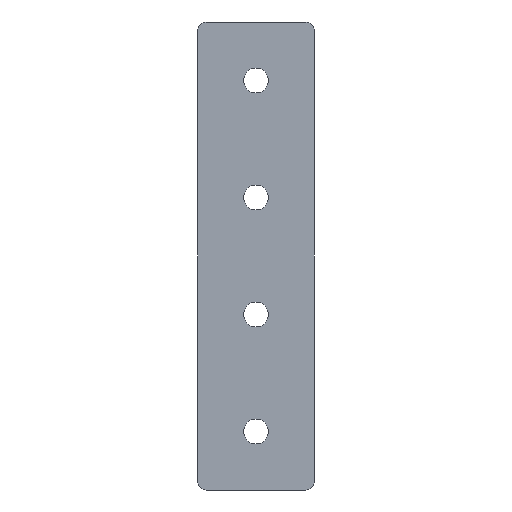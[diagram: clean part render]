
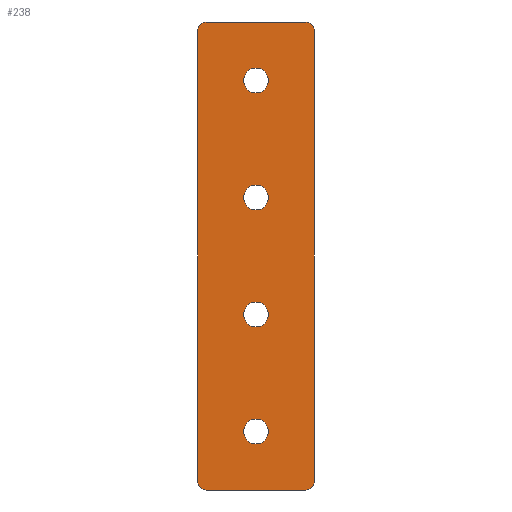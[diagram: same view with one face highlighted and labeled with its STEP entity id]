
A CAD part, front view. The second image highlights one B-rep face of the part: STEP entity #238.
In plain terms, the highlighted planar face has unit normal (0, -1, 0).
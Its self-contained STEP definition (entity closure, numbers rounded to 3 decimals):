
#6 = CARTESIAN_POINT ( 'NONE',  ( 17., 0., -80. ) ) ;
#8 = DIRECTION ( 'NONE',  ( 0., 0., 1. ) ) ;
#9 = AXIS2_PLACEMENT_3D ( 'NONE', #135, #421, #8 ) ;
#14 = DIRECTION ( 'NONE',  ( 0., 0., 1. ) ) ;
#19 = CARTESIAN_POINT ( 'NONE',  ( 17., 0., 77. ) ) ;
#23 = ORIENTED_EDGE ( 'NONE', *, *, #28, .T. ) ;
#25 = DIRECTION ( 'NONE',  ( 0., 1., 0. ) ) ;
#27 = DIRECTION ( 'NONE',  ( 0., -1., 0. ) ) ;
#28 = EDGE_CURVE ( 'NONE', #228, #96, #137, .T. ) ;
#35 = ORIENTED_EDGE ( 'NONE', *, *, #696, .T. ) ;
#40 = DIRECTION ( 'NONE',  ( 0., 0., 1. ) ) ;
#41 = VECTOR ( 'NONE', #809, 1000. ) ;
#42 = EDGE_CURVE ( 'NONE', #212, #462, #384, .T. ) ;
#44 = CARTESIAN_POINT ( 'NONE',  ( -20., 0., -80. ) ) ;
#57 = EDGE_CURVE ( 'NONE', #599, #265, #608, .T. ) ;
#76 = CIRCLE ( 'NONE', #549, 4.25 ) ;
#82 = DIRECTION ( 'NONE',  ( 0., 0., 1. ) ) ;
#87 = DIRECTION ( 'NONE',  ( 0., 0., 1. ) ) ;
#96 = VERTEX_POINT ( 'NONE', #312 ) ;
#104 = AXIS2_PLACEMENT_3D ( 'NONE', #234, #881, #87 ) ;
#107 = CARTESIAN_POINT ( 'NONE',  ( 0., 0., -24.25 ) ) ;
#121 = DIRECTION ( 'NONE',  ( 0., 1., 0. ) ) ;
#128 = DIRECTION ( 'NONE',  ( 0., 1., 0. ) ) ;
#135 = CARTESIAN_POINT ( 'NONE',  ( 0., 0., -20. ) ) ;
#137 = CIRCLE ( 'NONE', #788, 4.25 ) ;
#140 = ORIENTED_EDGE ( 'NONE', *, *, #430, .F. ) ;
#142 = AXIS2_PLACEMENT_3D ( 'NONE', #592, #27, #656 ) ;
#145 = VERTEX_POINT ( 'NONE', #232 ) ;
#151 = DIRECTION ( 'NONE',  ( 0., 0., 1. ) ) ;
#153 = EDGE_CURVE ( 'NONE', #551, #307, #610, .T. ) ;
#156 = AXIS2_PLACEMENT_3D ( 'NONE', #769, #121, #687 ) ;
#171 = LINE ( 'NONE', #310, #567 ) ;
#179 = VERTEX_POINT ( 'NONE', #448 ) ;
#180 = DIRECTION ( 'NONE',  ( 0., -1., 0. ) ) ;
#189 = DIRECTION ( 'NONE',  ( 0., -1., 0. ) ) ;
#202 = EDGE_CURVE ( 'NONE', #830, #145, #838, .T. ) ;
#212 = VERTEX_POINT ( 'NONE', #847 ) ;
#214 = AXIS2_PLACEMENT_3D ( 'NONE', #722, #373, #82 ) ;
#216 = EDGE_LOOP ( 'NONE', ( #279, #663 ) ) ;
#217 = ORIENTED_EDGE ( 'NONE', *, *, #397, .T. ) ;
#225 = EDGE_CURVE ( 'NONE', #179, #560, #394, .T. ) ;
#226 = CARTESIAN_POINT ( 'NONE',  ( 0., 0., -55.75 ) ) ;
#228 = VERTEX_POINT ( 'NONE', #473 ) ;
#232 = CARTESIAN_POINT ( 'NONE',  ( 0., 0., 55.75 ) ) ;
#234 = CARTESIAN_POINT ( 'NONE',  ( 0., 0., -60. ) ) ;
#236 = CIRCLE ( 'NONE', #142, 3. ) ;
#238 = ADVANCED_FACE ( 'NONE', ( #900, #908, #851, #546, #839 ), #410, .F. ) ;
#242 = AXIS2_PLACEMENT_3D ( 'NONE', #600, #180, #40 ) ;
#253 = CARTESIAN_POINT ( 'NONE',  ( 20., 0., -80. ) ) ;
#262 = CARTESIAN_POINT ( 'NONE',  ( 0., 0., 60. ) ) ;
#263 = EDGE_CURVE ( 'NONE', #905, #369, #773, .T. ) ;
#265 = VERTEX_POINT ( 'NONE', #507 ) ;
#271 = CARTESIAN_POINT ( 'NONE',  ( -20., 0., 80. ) ) ;
#279 = ORIENTED_EDGE ( 'NONE', *, *, #202, .T. ) ;
#293 = CARTESIAN_POINT ( 'NONE',  ( 0., 0., 60. ) ) ;
#295 = ORIENTED_EDGE ( 'NONE', *, *, #777, .T. ) ;
#305 = AXIS2_PLACEMENT_3D ( 'NONE', #664, #25, #557 ) ;
#307 = VERTEX_POINT ( 'NONE', #431 ) ;
#310 = CARTESIAN_POINT ( 'NONE',  ( -20., 0., -80. ) ) ;
#312 = CARTESIAN_POINT ( 'NONE',  ( 0., 0., 24.25 ) ) ;
#320 = CIRCLE ( 'NONE', #242, 3. ) ;
#322 = ORIENTED_EDGE ( 'NONE', *, *, #888, .T. ) ;
#324 = EDGE_CURVE ( 'NONE', #145, #830, #76, .T. ) ;
#341 = CIRCLE ( 'NONE', #816, 3. ) ;
#343 = DIRECTION ( 'NONE',  ( 0., 1., 0. ) ) ;
#362 = DIRECTION ( 'NONE',  ( 0., 0., 1. ) ) ;
#367 = CIRCLE ( 'NONE', #305, 4.25 ) ;
#369 = VERTEX_POINT ( 'NONE', #864 ) ;
#373 = DIRECTION ( 'NONE',  ( 0., 1., 0. ) ) ;
#384 = CIRCLE ( 'NONE', #214, 4.25 ) ;
#386 = CARTESIAN_POINT ( 'NONE',  ( 0., 0., 64.25 ) ) ;
#394 = LINE ( 'NONE', #44, #424 ) ;
#397 = EDGE_CURVE ( 'NONE', #701, #307, #236, .T. ) ;
#402 = CARTESIAN_POINT ( 'NONE',  ( -17., 0., 80. ) ) ;
#410 = PLANE ( 'NONE',  #156 ) ;
#420 = DIRECTION ( 'NONE',  ( 0., 0., 1. ) ) ;
#421 = DIRECTION ( 'NONE',  ( 0., 1., 0. ) ) ;
#424 = VECTOR ( 'NONE', #482, 1000. ) ;
#430 = EDGE_CURVE ( 'NONE', #701, #516, #171, .T. ) ;
#431 = CARTESIAN_POINT ( 'NONE',  ( 20., 0., -77. ) ) ;
#432 = DIRECTION ( 'NONE',  ( 0., 1., 0. ) ) ;
#437 = ORIENTED_EDGE ( 'NONE', *, *, #225, .F. ) ;
#440 = VECTOR ( 'NONE', #855, 1000. ) ;
#448 = CARTESIAN_POINT ( 'NONE',  ( -20., 0., -77. ) ) ;
#462 = VERTEX_POINT ( 'NONE', #226 ) ;
#473 = CARTESIAN_POINT ( 'NONE',  ( 0., 0., 15.75 ) ) ;
#482 = DIRECTION ( 'NONE',  ( 0., 0., 1. ) ) ;
#484 = ORIENTED_EDGE ( 'NONE', *, *, #263, .F. ) ;
#507 = CARTESIAN_POINT ( 'NONE',  ( 0., 0., -15.75 ) ) ;
#508 = CARTESIAN_POINT ( 'NONE',  ( 0., 0., 20. ) ) ;
#511 = CIRCLE ( 'NONE', #104, 4.25 ) ;
#516 = VERTEX_POINT ( 'NONE', #708 ) ;
#533 = AXIS2_PLACEMENT_3D ( 'NONE', #262, #343, #623 ) ;
#546 = FACE_BOUND ( 'NONE', #896, .T. ) ;
#549 = AXIS2_PLACEMENT_3D ( 'NONE', #293, #128, #420 ) ;
#551 = VERTEX_POINT ( 'NONE', #827 ) ;
#557 = DIRECTION ( 'NONE',  ( 0., 0., 1. ) ) ;
#560 = VERTEX_POINT ( 'NONE', #903 ) ;
#567 = VECTOR ( 'NONE', #883, 1000. ) ;
#571 = AXIS2_PLACEMENT_3D ( 'NONE', #19, #649, #724 ) ;
#592 = CARTESIAN_POINT ( 'NONE',  ( 17., 0., -77. ) ) ;
#594 = EDGE_LOOP ( 'NONE', ( #437, #728, #140, #217, #748, #295, #484, #738 ) ) ;
#599 = VERTEX_POINT ( 'NONE', #107 ) ;
#600 = CARTESIAN_POINT ( 'NONE',  ( -17., 0., -77. ) ) ;
#608 = CIRCLE ( 'NONE', #9, 4.25 ) ;
#610 = LINE ( 'NONE', #253, #41 ) ;
#623 = DIRECTION ( 'NONE',  ( 0., 0., 1. ) ) ;
#632 = EDGE_CURVE ( 'NONE', #905, #560, #341, .T. ) ;
#644 = AXIS2_PLACEMENT_3D ( 'NONE', #790, #871, #151 ) ;
#649 = DIRECTION ( 'NONE',  ( 0., -1., 0. ) ) ;
#656 = DIRECTION ( 'NONE',  ( 0., 0., 1. ) ) ;
#663 = ORIENTED_EDGE ( 'NONE', *, *, #324, .T. ) ;
#664 = CARTESIAN_POINT ( 'NONE',  ( 0., 0., -20. ) ) ;
#687 = DIRECTION ( 'NONE',  ( 0., 0., 1. ) ) ;
#688 = ORIENTED_EDGE ( 'NONE', *, *, #42, .T. ) ;
#696 = EDGE_CURVE ( 'NONE', #96, #228, #875, .T. ) ;
#701 = VERTEX_POINT ( 'NONE', #6 ) ;
#708 = CARTESIAN_POINT ( 'NONE',  ( -17., 0., -80. ) ) ;
#722 = CARTESIAN_POINT ( 'NONE',  ( 0., 0., -60. ) ) ;
#724 = DIRECTION ( 'NONE',  ( 0., 0., 1. ) ) ;
#728 = ORIENTED_EDGE ( 'NONE', *, *, #835, .T. ) ;
#738 = ORIENTED_EDGE ( 'NONE', *, *, #632, .T. ) ;
#748 = ORIENTED_EDGE ( 'NONE', *, *, #153, .F. ) ;
#752 = EDGE_CURVE ( 'NONE', #462, #212, #511, .T. ) ;
#769 = CARTESIAN_POINT ( 'NONE',  ( 0., 0., 0. ) ) ;
#773 = LINE ( 'NONE', #271, #440 ) ;
#774 = EDGE_LOOP ( 'NONE', ( #322, #901 ) ) ;
#777 = EDGE_CURVE ( 'NONE', #551, #369, #782, .T. ) ;
#782 = CIRCLE ( 'NONE', #571, 3. ) ;
#788 = AXIS2_PLACEMENT_3D ( 'NONE', #508, #432, #362 ) ;
#790 = CARTESIAN_POINT ( 'NONE',  ( 0., 0., 20. ) ) ;
#809 = DIRECTION ( 'NONE',  ( 0., 0., -1. ) ) ;
#816 = AXIS2_PLACEMENT_3D ( 'NONE', #837, #189, #14 ) ;
#827 = CARTESIAN_POINT ( 'NONE',  ( 20., 0., 77. ) ) ;
#830 = VERTEX_POINT ( 'NONE', #386 ) ;
#835 = EDGE_CURVE ( 'NONE', #179, #516, #320, .T. ) ;
#837 = CARTESIAN_POINT ( 'NONE',  ( -17., 0., 77. ) ) ;
#838 = CIRCLE ( 'NONE', #533, 4.25 ) ;
#839 = FACE_OUTER_BOUND ( 'NONE', #594, .T. ) ;
#847 = CARTESIAN_POINT ( 'NONE',  ( 0., 0., -64.25 ) ) ;
#851 = FACE_BOUND ( 'NONE', #216, .T. ) ;
#855 = DIRECTION ( 'NONE',  ( 1., 0., 0. ) ) ;
#862 = EDGE_LOOP ( 'NONE', ( #35, #23 ) ) ;
#864 = CARTESIAN_POINT ( 'NONE',  ( 17., 0., 80. ) ) ;
#871 = DIRECTION ( 'NONE',  ( 0., 1., 0. ) ) ;
#875 = CIRCLE ( 'NONE', #644, 4.25 ) ;
#881 = DIRECTION ( 'NONE',  ( 0., 1., 0. ) ) ;
#883 = DIRECTION ( 'NONE',  ( -1., 0., 0. ) ) ;
#886 = ORIENTED_EDGE ( 'NONE', *, *, #752, .T. ) ;
#888 = EDGE_CURVE ( 'NONE', #265, #599, #367, .T. ) ;
#896 = EDGE_LOOP ( 'NONE', ( #886, #688 ) ) ;
#900 = FACE_BOUND ( 'NONE', #862, .T. ) ;
#901 = ORIENTED_EDGE ( 'NONE', *, *, #57, .T. ) ;
#903 = CARTESIAN_POINT ( 'NONE',  ( -20., 0., 77. ) ) ;
#905 = VERTEX_POINT ( 'NONE', #402 ) ;
#908 = FACE_BOUND ( 'NONE', #774, .T. ) ;
